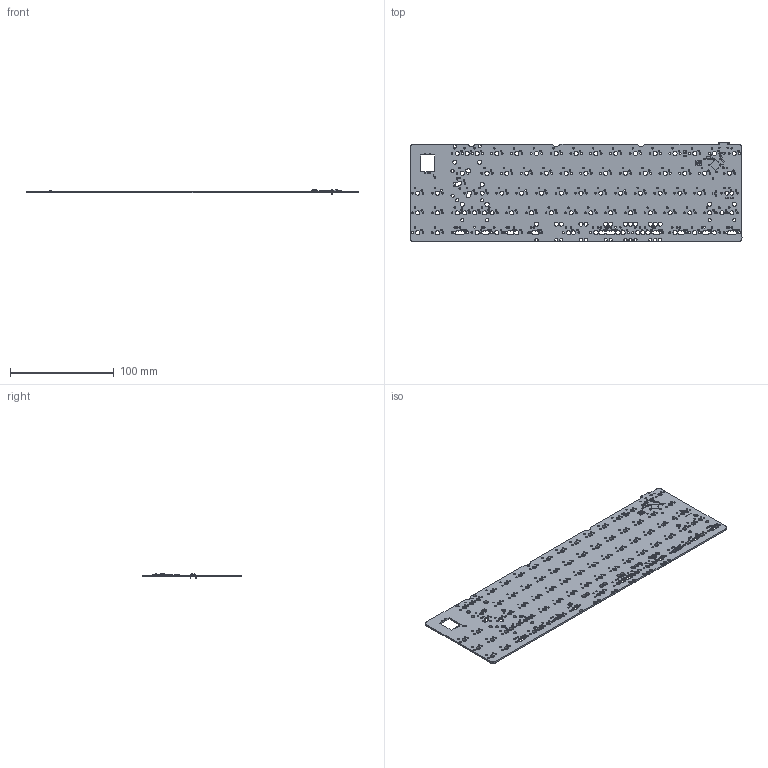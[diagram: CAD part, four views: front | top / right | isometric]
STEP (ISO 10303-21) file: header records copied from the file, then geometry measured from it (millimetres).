
FILE_DESCRIPTION(('FreeCAD Model'),'2;1');
FILE_NAME('step6.step','2021-12-29T17:03:49',('Author'),(''), 'Open CASCADE STEP processor 7.3','FreeCAD','Unknown');
FILE_SCHEMA(('AUTOMOTIVE_DESIGN { 1 0 10303 214 1 1 1 1 }'));
Length unit declared in the file: millimetre
Products named in the file (31): Pikatea_KP69_PCB; Board_Geoms_8b00; Local_CS_8b00; Pcb_8b00; PCB_Sketch_8b00; Step_Models_8b00; Top_8b00; SW1_SW_SPST_TL3342_61CD82D5; C12_C_0603_1608Metric_61CD6900; C11_C_0603_1608Metric_61CD68EF; C6_C_0603_1608Metric_61CA5CF7; R5_R_0603_1608Metric_61CCE06B; U2_SOT_666_61CB1819; U1_QFN-44-1EP_7x7mm_Pitch0.5mm_61CAB430; Y1_Crystal_SMD_SeikoEpson_FA238-4Pin_3.2x2.5mm_61CA77BC; R_HWB1_R_0603_1608Metric_61CA7686; R4_R_0603_1608Metric_61CA7664; R3_R_0603_1608Metric_61CA7653; R2_R_0402_1005Metric_61CA7642; R1_R_0402_1005Metric_61CA7633; C10_C_0805_2012Metric_61CADA8C; C9_C_0603_1608Metric_61CA5D2A; C8_C_0603_1608Metric_61CAD480; C7_C_0603_1608Metric_61CD3611; C5_C_0603_1608Metric_61CA5CE6; C4_C_0603_1608Metric_61CAD9CA; C3_C_0603_1608Metric_61CAC993; C2_C_0603_1608Metric_61CA5CB3; C1_C_0603_1608Metric_61CA5CA2; capslock_led_resistor_SMD1_R_0805_2012Metric_61611AB7; capslock_led_resistor_THT1_R_Axial_DIN0204_L36mm_D16mm_P508mm_
Horizontal_6144AEC9
Assembly tree (30 placements, depth 4):
  Pikatea_KP69_PCB
    Board_Geoms_8b00
      Local_CS_8b00
      Pcb_8b00
      PCB_Sketch_8b00
    Step_Models_8b00
      Top_8b00
        SW1_SW_SPST_TL3342_61CD82D5
        C12_C_0603_1608Metric_61CD6900
        C11_C_0603_1608Metric_61CD68EF
        C6_C_0603_1608Metric_61CA5CF7
        R5_R_0603_1608Metric_61CCE06B
        U2_SOT_666_61CB1819
        U1_QFN-44-1EP_7x7mm_Pitch0.5mm_61CAB430
        Y1_Crystal_SMD_SeikoEpson_FA238-4Pin_3.2x2.5mm_61CA77BC
        R_HWB1_R_0603_1608Metric_61CA7686
        R4_R_0603_1608Metric_61CA7664
        R3_R_0603_1608Metric_61CA7653
        R2_R_0402_1005Metric_61CA7642
        R1_R_0402_1005Metric_61CA7633
        C10_C_0805_2012Metric_61CADA8C
        C9_C_0603_1608Metric_61CA5D2A
        C8_C_0603_1608Metric_61CAD480
        C7_C_0603_1608Metric_61CD3611
        C5_C_0603_1608Metric_61CA5CE6
        C4_C_0603_1608Metric_61CAD9CA
        C3_C_0603_1608Metric_61CAC993
        C2_C_0603_1608Metric_61CA5CB3
        C1_C_0603_1608Metric_61CA5CA2
        capslock_led_resistor_SMD1_R_0805_2012Metric_61611AB7
        capslock_led_resistor_THT1_R_Axial_DIN0204_L36mm_D16mm_P508mm_
Horizontal_6144AEC9
Bounding box: 319.62 x 95.68 x 4.6 mm (x, y, z)
Volume: 43540 mm3; surface area: 62032.5 mm2
Topology: 25 solids, 26 shells, 1823 faces, 5129 edges, 3419 vertices
Faces by surface type: cylinder 1019, plane 769, bspline 30, torus 5
Full cylindrical faces by diameter (mm): 0.5 x3, 0.6 x2, 0.7 x2, 1 x5, 1.016 x6, 1.04 x4, 1.44 x1, 1.47 x198, 1.6 x2, 1.75 x137, 2 x1, 3.048 x18, 3.988 x83
Entity records: 70600 total; most frequent: CARTESIAN_POINT 11628, DIRECTION 10760, ORIENTED_EDGE 10214, EDGE_CURVE 5107, AXIS2_PLACEMENT_3D 3877, VERTEX_POINT 3375, LINE 3006, VECTOR 3006
